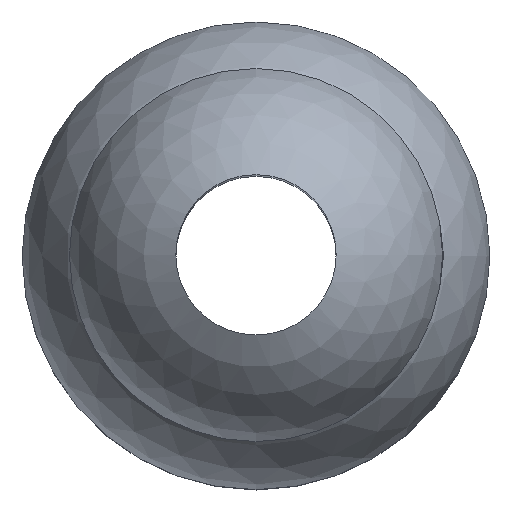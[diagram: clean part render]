
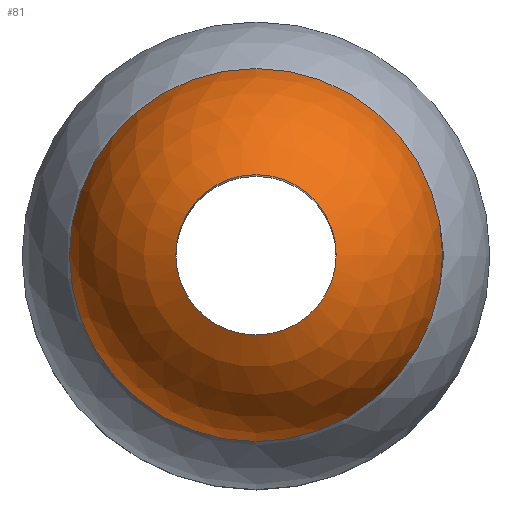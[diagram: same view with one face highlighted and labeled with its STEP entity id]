
A CAD part, top view. The second image highlights one B-rep face of the part: STEP entity #81.
In plain terms, the highlighted spherical face has radius 1.409 mm.
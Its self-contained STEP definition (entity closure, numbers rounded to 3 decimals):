
#31 = VERTEX_POINT('',#32);
#32 = CARTESIAN_POINT('',(1.396,0.,
    4.779));
#39 = EDGE_CURVE('',#31,#31,#40,.T.);
#40 = CIRCLE('',#41,1.396);
#41 = AXIS2_PLACEMENT_3D('',#42,#43,#44);
#42 = CARTESIAN_POINT('',(0.,0.,4.779));
#43 = DIRECTION('',(0.,0.,-1.));
#44 = DIRECTION('',(1.,0.,0.));
#81 = ADVANCED_FACE('',(#82),#102,.T.);
#82 = FACE_BOUND('',#83,.F.);
#83 = EDGE_LOOP('',(#84,#93,#94,#95));
#84 = ORIENTED_EDGE('',*,*,#85,.F.);
#85 = EDGE_CURVE('',#31,#86,#88,.T.);
#86 = VERTEX_POINT('',#87);
#87 = CARTESIAN_POINT('',(0.6,0.,5.866));
#88 = CIRCLE('',#89,1.409);
#89 = AXIS2_PLACEMENT_3D('',#90,#91,#92);
#90 = CARTESIAN_POINT('',(0.,0.,
    4.591));
#91 = DIRECTION('',(0.,-1.,0.));
#92 = DIRECTION('',(1.,0.,0.));
#93 = ORIENTED_EDGE('',*,*,#39,.T.);
#94 = ORIENTED_EDGE('',*,*,#85,.T.);
#95 = ORIENTED_EDGE('',*,*,#96,.F.);
#96 = EDGE_CURVE('',#86,#86,#97,.T.);
#97 = CIRCLE('',#98,0.6);
#98 = AXIS2_PLACEMENT_3D('',#99,#100,#101);
#99 = CARTESIAN_POINT('',(0.,0.,
    5.866));
#100 = DIRECTION('',(0.,0.,-1.));
#101 = DIRECTION('',(0.,1.,0.));
#102 = SPHERICAL_SURFACE('',#103,1.409);
#103 = AXIS2_PLACEMENT_3D('',#104,#105,#106);
#104 = CARTESIAN_POINT('',(0.,0.,
    4.591));
#105 = DIRECTION('',(0.,0.,1.));
#106 = DIRECTION('',(1.,0.,0.));
